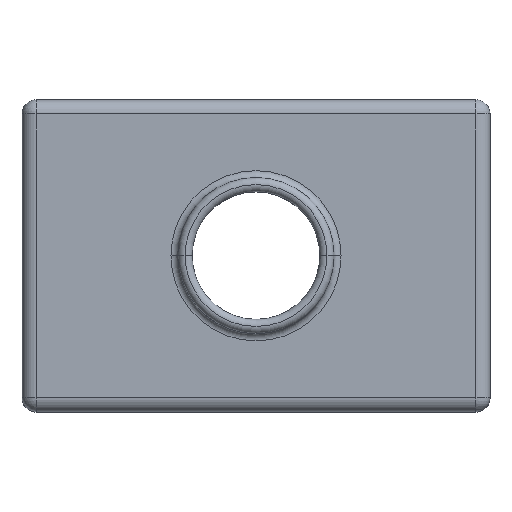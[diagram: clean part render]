
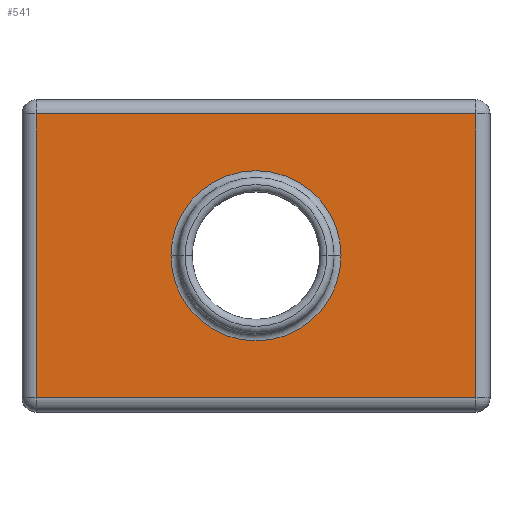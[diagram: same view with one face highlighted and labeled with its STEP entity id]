
A CAD part, top view. The second image highlights one B-rep face of the part: STEP entity #541.
In plain terms, the highlighted planar face has unit normal (0, 0, 1).
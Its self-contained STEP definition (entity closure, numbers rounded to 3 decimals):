
#7 = LINE ( 'NONE', #332, #238 ) ;
#25 = CARTESIAN_POINT ( 'NONE',  ( -12., 0., 33. ) ) ;
#26 = VERTEX_POINT ( 'NONE', #368 ) ;
#70 = EDGE_CURVE ( 'NONE', #1121, #667, #817, .T. ) ;
#87 = ORIENTED_EDGE ( 'NONE', *, *, #841, .T. ) ;
#112 = DIRECTION ( 'NONE',  ( 1., 0., 0. ) ) ;
#138 = DIRECTION ( 'NONE',  ( 0., -1., 0. ) ) ;
#142 = VERTEX_POINT ( 'NONE', #1145 ) ;
#154 = EDGE_LOOP ( 'NONE', ( #441, #488, #916, #87 ) ) ;
#161 = EDGE_CURVE ( 'NONE', #273, #321, #7, .T. ) ;
#165 = CARTESIAN_POINT ( 'NONE',  ( 0., 0., 33. ) ) ;
#174 = CARTESIAN_POINT ( 'NONE',  ( 31., 0., 33. ) ) ;
#185 = CARTESIAN_POINT ( 'NONE',  ( 0., 0., 33. ) ) ;
#238 = VECTOR ( 'NONE', #138, 1000. ) ;
#273 = VERTEX_POINT ( 'NONE', #405 ) ;
#321 = VERTEX_POINT ( 'NONE', #799 ) ;
#332 = CARTESIAN_POINT ( 'NONE',  ( -31., 0., 33. ) ) ;
#342 = LINE ( 'NONE', #556, #568 ) ;
#368 = CARTESIAN_POINT ( 'NONE',  ( 31., 20., 33. ) ) ;
#405 = CARTESIAN_POINT ( 'NONE',  ( -31., 20., 33. ) ) ;
#407 = CARTESIAN_POINT ( 'NONE',  ( 0., -20., 33. ) ) ;
#419 = CARTESIAN_POINT ( 'NONE',  ( 12., 0., 33. ) ) ;
#441 = ORIENTED_EDGE ( 'NONE', *, *, #839, .T. ) ;
#451 = DIRECTION ( 'NONE',  ( 0., 0., -1. ) ) ;
#477 = DIRECTION ( 'NONE',  ( 0., 0., -1. ) ) ;
#488 = ORIENTED_EDGE ( 'NONE', *, *, #161, .T. ) ;
#536 = ORIENTED_EDGE ( 'NONE', *, *, #70, .T. ) ;
#540 = AXIS2_PLACEMENT_3D ( 'NONE', #185, #477, #1087 ) ;
#541 = ADVANCED_FACE ( 'NONE', ( #752, #815 ), #1059, .F. ) ;
#556 = CARTESIAN_POINT ( 'NONE',  ( 0., 20., 33. ) ) ;
#568 = VECTOR ( 'NONE', #1269, 1000. ) ;
#580 = DIRECTION ( 'NONE',  ( -1., 0., 0. ) ) ;
#645 = VECTOR ( 'NONE', #112, 1000. ) ;
#661 = LINE ( 'NONE', #407, #645 ) ;
#667 = VERTEX_POINT ( 'NONE', #419 ) ;
#672 = CARTESIAN_POINT ( 'NONE',  ( 0., 0., 33. ) ) ;
#752 = FACE_OUTER_BOUND ( 'NONE', #154, .T. ) ;
#754 = DIRECTION ( 'NONE',  ( 0., 1., 0. ) ) ;
#775 = DIRECTION ( 'NONE',  ( -1., 0., 0. ) ) ;
#794 = VECTOR ( 'NONE', #754, 1000. ) ;
#799 = CARTESIAN_POINT ( 'NONE',  ( -31., -20., 33. ) ) ;
#815 = FACE_BOUND ( 'NONE', #1244, .T. ) ;
#817 = CIRCLE ( 'NONE', #850, 12. ) ;
#839 = EDGE_CURVE ( 'NONE', #26, #273, #342, .T. ) ;
#841 = EDGE_CURVE ( 'NONE', #142, #26, #1079, .T. ) ;
#850 = AXIS2_PLACEMENT_3D ( 'NONE', #672, #982, #775 ) ;
#916 = ORIENTED_EDGE ( 'NONE', *, *, #1271, .T. ) ;
#980 = CIRCLE ( 'NONE', #540, 12. ) ;
#982 = DIRECTION ( 'NONE',  ( 0., 0., -1. ) ) ;
#1052 = AXIS2_PLACEMENT_3D ( 'NONE', #165, #451, #580 ) ;
#1057 = ORIENTED_EDGE ( 'NONE', *, *, #1092, .T. ) ;
#1059 = PLANE ( 'NONE',  #1052 ) ;
#1079 = LINE ( 'NONE', #174, #794 ) ;
#1087 = DIRECTION ( 'NONE',  ( -1., 0., 0. ) ) ;
#1092 = EDGE_CURVE ( 'NONE', #667, #1121, #980, .T. ) ;
#1121 = VERTEX_POINT ( 'NONE', #25 ) ;
#1145 = CARTESIAN_POINT ( 'NONE',  ( 31., -20., 33. ) ) ;
#1244 = EDGE_LOOP ( 'NONE', ( #536, #1057 ) ) ;
#1269 = DIRECTION ( 'NONE',  ( -1., 0., 0. ) ) ;
#1271 = EDGE_CURVE ( 'NONE', #321, #142, #661, .T. ) ;
